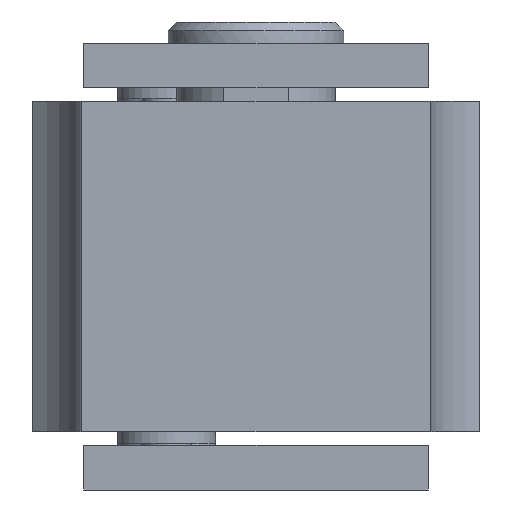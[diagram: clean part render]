
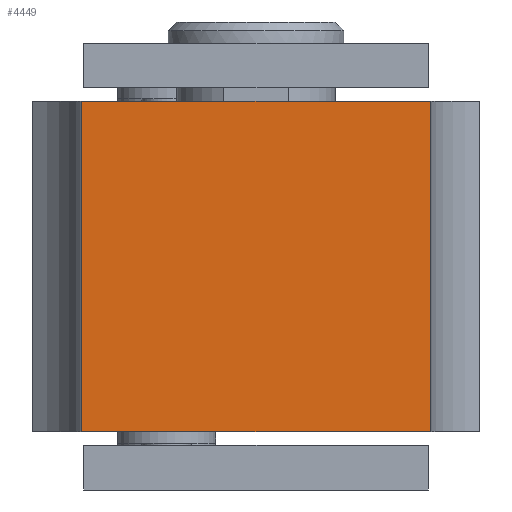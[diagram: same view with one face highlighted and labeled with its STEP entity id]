
A CAD part, left-side view. The second image highlights one B-rep face of the part: STEP entity #4449.
In plain terms, the highlighted planar face has unit normal (-1, 0, 0).
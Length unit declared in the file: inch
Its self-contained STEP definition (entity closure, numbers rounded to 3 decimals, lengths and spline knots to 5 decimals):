
#651=FACE_OUTER_BOUND('',#928,.T.);
#928=EDGE_LOOP('',(#3612,#3613,#3614,#3615));
#1188=LINE('',#7384,#1478);
#1194=LINE('',#7414,#1484);
#1263=LINE('',#7587,#1553);
#1264=LINE('',#7589,#1554);
#1478=VECTOR('',#5753,0.3937);
#1484=VECTOR('',#5781,0.3937);
#1553=VECTOR('',#5954,0.3937);
#1554=VECTOR('',#5957,0.3937);
#1877=VERTEX_POINT('',#7381);
#1878=VERTEX_POINT('',#7383);
#1890=VERTEX_POINT('',#7411);
#1891=VERTEX_POINT('',#7413);
#2419=EDGE_CURVE('',#1877,#1878,#1188,.T.);
#2433=EDGE_CURVE('',#1890,#1891,#1194,.T.);
#2519=EDGE_CURVE('',#1877,#1891,#1263,.T.);
#2520=EDGE_CURVE('',#1878,#1890,#1264,.T.);
#3612=ORIENTED_EDGE('',*,*,#2519,.T.);
#3613=ORIENTED_EDGE('',*,*,#2433,.F.);
#3614=ORIENTED_EDGE('',*,*,#2520,.F.);
#3615=ORIENTED_EDGE('',*,*,#2419,.F.);
#4010=PLANE('',#4889);
#4449=ADVANCED_FACE('',(#651),#4010,.T.);
#4889=AXIS2_PLACEMENT_3D('',#7588,#5955,#5956);
#5753=DIRECTION('',(0.,1.,0.));
#5781=DIRECTION('',(0.,-1.,0.));
#5954=DIRECTION('',(0.,0.,1.));
#5955=DIRECTION('center_axis',(-1.,0.,0.));
#5956=DIRECTION('ref_axis',(0.,-1.,0.));
#5957=DIRECTION('',(0.,0.,1.));
#7381=CARTESIAN_POINT('',(-1.22554,-0.14511,-0.37));
#7383=CARTESIAN_POINT('',(-1.22554,0.63489,-0.37));
#7384=CARTESIAN_POINT('',(-1.22554,0.63489,-0.37));
#7411=CARTESIAN_POINT('',(-1.22554,0.63489,0.37));
#7413=CARTESIAN_POINT('',(-1.22554,-0.14511,0.37));
#7414=CARTESIAN_POINT('',(-1.22554,0.63489,0.37));
#7587=CARTESIAN_POINT('',(-1.22554,-0.14511,0.));
#7588=CARTESIAN_POINT('Origin',(-1.22554,0.63489,0.));
#7589=CARTESIAN_POINT('',(-1.22554,0.63489,0.));
